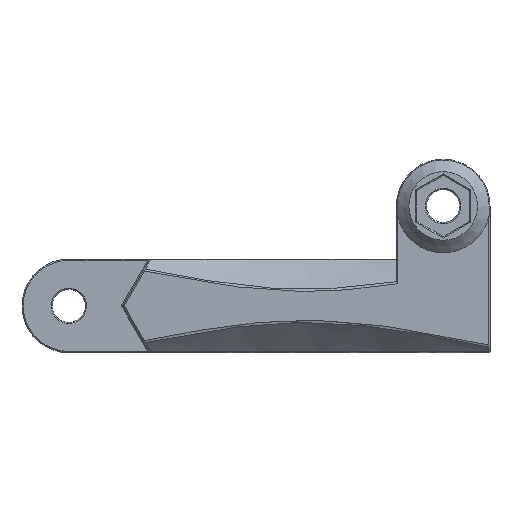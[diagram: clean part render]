
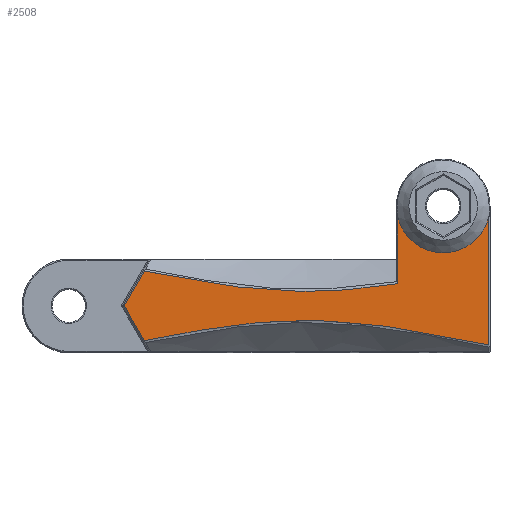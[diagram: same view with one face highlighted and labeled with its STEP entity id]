
A CAD part, top view. The second image highlights one B-rep face of the part: STEP entity #2508.
In plain terms, the highlighted planar face has unit normal (0, 0, 1).
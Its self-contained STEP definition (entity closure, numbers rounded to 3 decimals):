
#63=CIRCLE('',#2668,7.5);
#132=LINE('',#4381,#383);
#133=LINE('',#4384,#384);
#134=LINE('',#4386,#385);
#135=LINE('',#4387,#386);
#383=VECTOR('',#2887,10.);
#384=VECTOR('',#2890,10.);
#385=VECTOR('',#2891,10.);
#386=VECTOR('',#2892,10.);
#612=PLANE('',#2667);
#735=FACE_OUTER_BOUND('',#894,.T.);
#894=EDGE_LOOP('',(#1839,#1840,#1841,#1842,#1843,#1844,#1845));
#1103=B_SPLINE_CURVE_WITH_KNOTS('',3,(#4297,#4298,#4299,#4300,#4301,#4302,
#4303),.UNSPECIFIED.,.F.,.F.,(4,1,1,1,4),(-5.876,-4.308,
-2.73,-1.152,-0.364),.UNSPECIFIED.);
#1106=B_SPLINE_CURVE_WITH_KNOTS('',3,(#4351,#4352,#4353,#4354,#4355,#4356,
#4357,#4358),.UNSPECIFIED.,.F.,.F.,(4,1,1,1,1,4),(-0.007,
0.521,1.581,2.111,2.64,3.7),
 .UNSPECIFIED.);
#1193=VERTEX_POINT('',#4289);
#1194=VERTEX_POINT('',#4296);
#1196=VERTEX_POINT('',#4343);
#1197=VERTEX_POINT('',#4350);
#1200=VERTEX_POINT('',#4380);
#1201=VERTEX_POINT('',#4382);
#1202=VERTEX_POINT('',#4385);
#1429=EDGE_CURVE('',#1193,#1194,#1103,.T.);
#1432=EDGE_CURVE('',#1196,#1197,#1106,.T.);
#1436=EDGE_CURVE('',#1200,#1193,#132,.T.);
#1437=EDGE_CURVE('',#1200,#1201,#63,.T.);
#1438=EDGE_CURVE('',#1197,#1201,#133,.T.);
#1439=EDGE_CURVE('',#1202,#1196,#134,.T.);
#1440=EDGE_CURVE('',#1194,#1202,#135,.T.);
#1839=ORIENTED_EDGE('',*,*,#1429,.F.);
#1840=ORIENTED_EDGE('',*,*,#1436,.F.);
#1841=ORIENTED_EDGE('',*,*,#1437,.T.);
#1842=ORIENTED_EDGE('',*,*,#1438,.F.);
#1843=ORIENTED_EDGE('',*,*,#1432,.F.);
#1844=ORIENTED_EDGE('',*,*,#1439,.F.);
#1845=ORIENTED_EDGE('',*,*,#1440,.F.);
#2508=ADVANCED_FACE('',(#735),#612,.T.);
#2667=AXIS2_PLACEMENT_3D('',#4379,#2885,#2886);
#2668=AXIS2_PLACEMENT_3D('',#4383,#2888,#2889);
#2885=DIRECTION('center_axis',(0.,0.,1.));
#2886=DIRECTION('ref_axis',(1.,0.,0.));
#2887=DIRECTION('',(0.,-1.,0.));
#2888=DIRECTION('center_axis',(0.,0.,-1.));
#2889=DIRECTION('ref_axis',(1.,0.,0.));
#2890=DIRECTION('',(0.,1.,0.));
#2891=DIRECTION('',(0.5,0.866,0.));
#2892=DIRECTION('',(-0.5,0.866,0.));
#4289=CARTESIAN_POINT('',(58.8,1.245,15.));
#4296=CARTESIAN_POINT('',(3.606,1.932,15.));
#4297=CARTESIAN_POINT('Ctrl Pts',(58.8,1.245,15.));
#4298=CARTESIAN_POINT('Ctrl Pts',(53.575,2.305,15.));
#4299=CARTESIAN_POINT('Ctrl Pts',(43.083,4.443,15.));
#4300=CARTESIAN_POINT('Ctrl Pts',(27.294,5.745,15.));
#4301=CARTESIAN_POINT('Ctrl Pts',(14.12,3.959,15.));
#4302=CARTESIAN_POINT('Ctrl Pts',(6.231,2.457,15.));
#4303=CARTESIAN_POINT('Ctrl Pts',(3.606,1.932,15.));
#4343=CARTESIAN_POINT('',(3.606,13.068,15.));
#4350=CARTESIAN_POINT('',(44.2,11.046,15.));
#4351=CARTESIAN_POINT('Ctrl Pts',(3.606,13.068,15.));
#4352=CARTESIAN_POINT('Ctrl Pts',(5.333,12.723,15.));
#4353=CARTESIAN_POINT('Ctrl Pts',(10.602,11.691,15.));
#4354=CARTESIAN_POINT('Ctrl Pts',(17.896,10.507,15.));
#4355=CARTESIAN_POINT('Ctrl Pts',(25.154,9.865,15.));
#4356=CARTESIAN_POINT('Ctrl Pts',(32.496,9.692,15.));
#4357=CARTESIAN_POINT('Ctrl Pts',(38.936,10.247,15.));
#4358=CARTESIAN_POINT('Ctrl Pts',(44.2,11.046,15.));
#4379=CARTESIAN_POINT('Origin',(29.5,7.5,15.));
#4380=CARTESIAN_POINT('',(58.8,21.78,15.));
#4381=CARTESIAN_POINT('',(58.8,3.75,15.));
#4382=CARTESIAN_POINT('',(44.2,21.78,15.));
#4383=CARTESIAN_POINT('Origin',(51.5,23.5,15.));
#4384=CARTESIAN_POINT('',(44.2,15.5,15.));
#4385=CARTESIAN_POINT('',(0.391,7.5,15.));
#4386=CARTESIAN_POINT('',(4.001,13.752,15.));
#4387=CARTESIAN_POINT('',(6.166,-2.502,15.));
